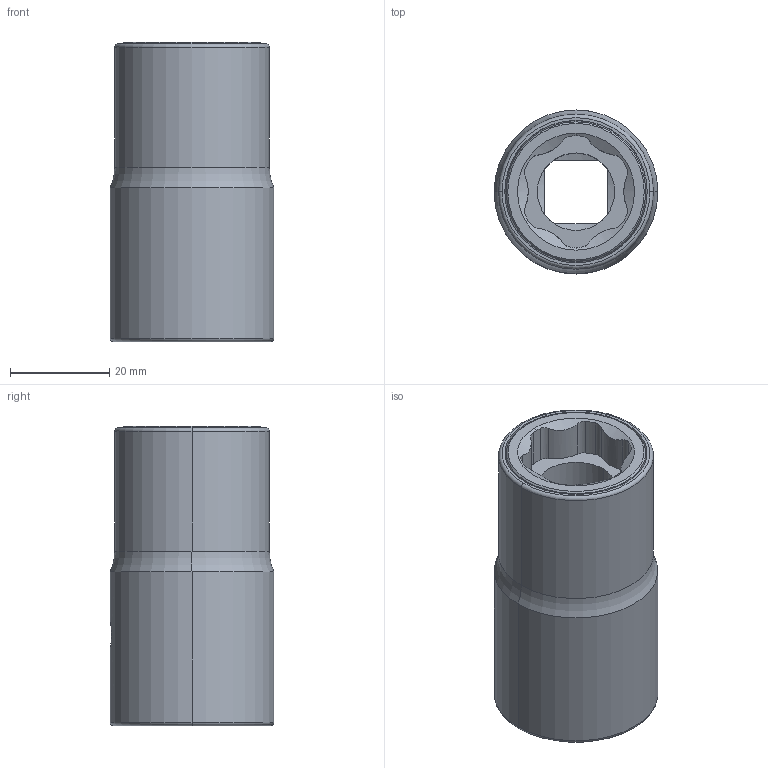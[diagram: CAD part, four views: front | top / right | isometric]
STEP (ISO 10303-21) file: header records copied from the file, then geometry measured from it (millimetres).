
FILE_DESCRIPTION((''),'2;1');
FILE_NAME('4027139219_ASM','2023-08-22T08:32:59',('A00565553'),(''),'CREO PARAMETRIC BY PTC INC, 2022414','CREO PARAMETRIC BY PTC INC, 2022414','');
FILE_SCHEMA(('CONFIG_CONTROL_DESIGN','GEOMETRIC_VALIDATION_PROPERTIES_MIM'));
Length unit declared in the file: millimetre
Products named in the file (3): 4027021922; 4027299533; 4027139219_ASM
Assembly tree (2 placements, depth 2):
  4027139219_ASM
    4027021922
    4027299533
Bounding box: 33 x 33 x 60.3 mm (x, y, z)
Volume: 32912.3 mm3; surface area: 21566 mm2
Topology: 2 solids, 2 shells, 94 faces, 258 edges, 166 vertices
Faces by surface type: cylinder 54, cone 14, torus 13, plane 13
Entity records: 3745 total; most frequent: CARTESIAN_POINT 932, DIRECTION 532, ORIENTED_EDGE 516, EDGE_CURVE 258, AXIS2_PLACEMENT_3D 223, VERTEX_POINT 166, CIRCLE 124, EDGE_LOOP 102
